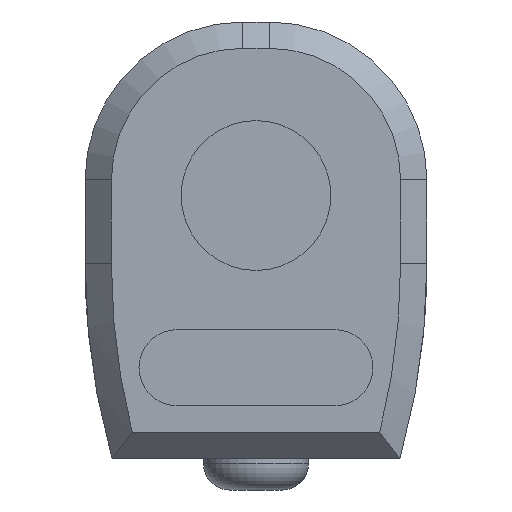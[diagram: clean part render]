
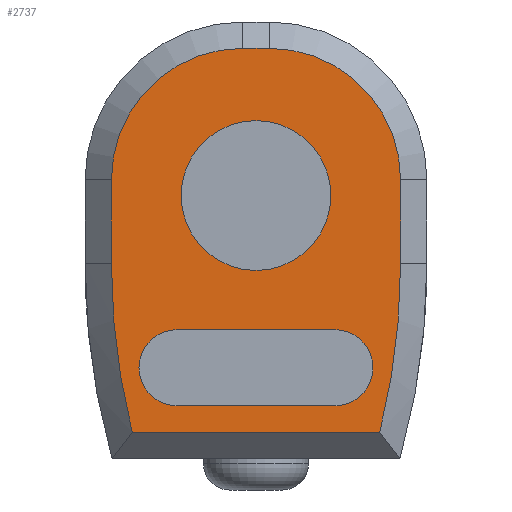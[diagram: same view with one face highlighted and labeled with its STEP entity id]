
A CAD part, front view. The second image highlights one B-rep face of the part: STEP entity #2737.
In plain terms, the highlighted planar face has unit normal (0, -1, 0).
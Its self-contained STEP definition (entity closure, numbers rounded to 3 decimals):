
#350 = VERTEX_POINT ( 'NONE', #5247 ) ;
#420 = VECTOR ( 'NONE', #2404, 1000. ) ;
#510 = EDGE_CURVE ( 'NONE', #7413, #4151, #5746, .T. ) ;
#515 = CARTESIAN_POINT ( 'NONE',  ( 5.5, 0., 0.6 ) ) ;
#585 = CARTESIAN_POINT ( 'NONE',  ( -3., 0., -6.55 ) ) ;
#646 = CIRCLE ( 'NONE', #2226, 2.85 ) ;
#696 = EDGE_CURVE ( 'NONE', #6286, #7467, #2907, .T. ) ;
#743 = DIRECTION ( 'NONE',  ( 0., -1., 0. ) ) ;
#809 = AXIS2_PLACEMENT_3D ( 'NONE', #6883, #6443, #1893 ) ;
#891 = VERTEX_POINT ( 'NONE', #2764 ) ;
#910 = VERTEX_POINT ( 'NONE', #911 ) ;
#911 = CARTESIAN_POINT ( 'NONE',  ( 5.5, 0., -2.576 ) ) ;
#991 = CARTESIAN_POINT ( 'NONE',  ( 0., 0., 2.85 ) ) ;
#1061 = LINE ( 'NONE', #4421, #4039 ) ;
#1090 = VECTOR ( 'NONE', #3288, 1000. ) ;
#1224 = CARTESIAN_POINT ( 'NONE',  ( -4.708, 0., -9. ) ) ;
#1249 = CIRCLE ( 'NONE', #3793, 5. ) ;
#1270 = CARTESIAN_POINT ( 'NONE',  ( 0.5, 0., 0.6 ) ) ;
#1279 = CIRCLE ( 'NONE', #4703, 26.44 ) ;
#1372 = DIRECTION ( 'NONE',  ( 0., -1., 0. ) ) ;
#1396 = AXIS2_PLACEMENT_3D ( 'NONE', #7676, #5895, #4142 ) ;
#1419 = CARTESIAN_POINT ( 'NONE',  ( 0.5, 0., 5.6 ) ) ;
#1460 = AXIS2_PLACEMENT_3D ( 'NONE', #1936, #6095, #2560 ) ;
#1470 = DIRECTION ( 'NONE',  ( -1., 0., 0. ) ) ;
#1486 = DIRECTION ( 'NONE',  ( 0., -1., 0. ) ) ;
#1551 = CIRCLE ( 'NONE', #1460, 1.45 ) ;
#1751 = DIRECTION ( 'NONE',  ( 0., 0., -1. ) ) ;
#1893 = DIRECTION ( 'NONE',  ( 0., 0., -1. ) ) ;
#1900 = EDGE_CURVE ( 'NONE', #6276, #2925, #2189, .T. ) ;
#1936 = CARTESIAN_POINT ( 'NONE',  ( 3., 0., -6.55 ) ) ;
#1945 = FACE_BOUND ( 'NONE', #3785, .T. ) ;
#2039 = DIRECTION ( 'NONE',  ( 0., 0., 1. ) ) ;
#2097 = CARTESIAN_POINT ( 'NONE',  ( -5.5, 0., 0.6 ) ) ;
#2189 = LINE ( 'NONE', #5949, #420 ) ;
#2226 = AXIS2_PLACEMENT_3D ( 'NONE', #2424, #6580, #5970 ) ;
#2252 = DIRECTION ( 'NONE',  ( 1., 0., 0. ) ) ;
#2287 = ORIENTED_EDGE ( 'NONE', *, *, #5864, .F. ) ;
#2359 = ORIENTED_EDGE ( 'NONE', *, *, #2976, .T. ) ;
#2404 = DIRECTION ( 'NONE',  ( 1., 0., 0. ) ) ;
#2424 = CARTESIAN_POINT ( 'NONE',  ( 0., 0., 0. ) ) ;
#2560 = DIRECTION ( 'NONE',  ( 0., 0., -1. ) ) ;
#2581 = PLANE ( 'NONE',  #7255 ) ;
#2588 = VERTEX_POINT ( 'NONE', #2994 ) ;
#2662 = DIRECTION ( 'NONE',  ( 0., 0., -1. ) ) ;
#2704 = VECTOR ( 'NONE', #2252, 1000. ) ;
#2712 = CARTESIAN_POINT ( 'NONE',  ( -3., 0., -8. ) ) ;
#2737 = ADVANCED_FACE ( 'NONE', ( #7705, #2988, #1945 ), #2581, .T. ) ;
#2764 = CARTESIAN_POINT ( 'NONE',  ( 0., 0., -2.85 ) ) ;
#2869 = ORIENTED_EDGE ( 'NONE', *, *, #1900, .T. ) ;
#2907 = CIRCLE ( 'NONE', #6996, 1.45 ) ;
#2925 = VERTEX_POINT ( 'NONE', #4240 ) ;
#2976 = EDGE_CURVE ( 'NONE', #2925, #910, #1279, .T. ) ;
#2988 = FACE_BOUND ( 'NONE', #7431, .T. ) ;
#2994 = CARTESIAN_POINT ( 'NONE',  ( 3., 0., -8. ) ) ;
#3059 = ORIENTED_EDGE ( 'NONE', *, *, #7165, .T. ) ;
#3142 = ORIENTED_EDGE ( 'NONE', *, *, #7647, .F. ) ;
#3272 = VECTOR ( 'NONE', #2039, 1000. ) ;
#3288 = DIRECTION ( 'NONE',  ( -1., 0., 0. ) ) ;
#3449 = LINE ( 'NONE', #7367, #3272 ) ;
#3475 = CIRCLE ( 'NONE', #1396, 2.85 ) ;
#3497 = CARTESIAN_POINT ( 'NONE',  ( -3., 0., -5.1 ) ) ;
#3530 = VERTEX_POINT ( 'NONE', #6479 ) ;
#3612 = EDGE_CURVE ( 'NONE', #2588, #350, #1551, .T. ) ;
#3620 = ORIENTED_EDGE ( 'NONE', *, *, #510, .T. ) ;
#3713 = DIRECTION ( 'NONE',  ( 0., 0., -1. ) ) ;
#3719 = LINE ( 'NONE', #5004, #1090 ) ;
#3785 = EDGE_LOOP ( 'NONE', ( #2287, #7284 ) ) ;
#3793 = AXIS2_PLACEMENT_3D ( 'NONE', #6143, #6886, #3713 ) ;
#3995 = CARTESIAN_POINT ( 'NONE',  ( -0.5, 0., 5.6 ) ) ;
#4039 = VECTOR ( 'NONE', #2662, 1000. ) ;
#4139 = EDGE_CURVE ( 'NONE', #7221, #3530, #1061, .T. ) ;
#4142 = DIRECTION ( 'NONE',  ( 0., 0., -1. ) ) ;
#4151 = VERTEX_POINT ( 'NONE', #6796 ) ;
#4159 = DIRECTION ( 'NONE',  ( 0., -1., 0. ) ) ;
#4205 = CIRCLE ( 'NONE', #809, 26.44 ) ;
#4240 = CARTESIAN_POINT ( 'NONE',  ( 4.708, 0., -9. ) ) ;
#4298 = ORIENTED_EDGE ( 'NONE', *, *, #3612, .F. ) ;
#4311 = CARTESIAN_POINT ( 'NONE',  ( -20.94, 0., -2.576 ) ) ;
#4346 = CARTESIAN_POINT ( 'NONE',  ( 20.94, 0., -2.576 ) ) ;
#4421 = CARTESIAN_POINT ( 'NONE',  ( -5.5, 0., -2.576 ) ) ;
#4703 = AXIS2_PLACEMENT_3D ( 'NONE', #4311, #743, #4896 ) ;
#4896 = DIRECTION ( 'NONE',  ( 0., 0., -1. ) ) ;
#5004 = CARTESIAN_POINT ( 'NONE',  ( -3., 0., -5.1 ) ) ;
#5171 = ORIENTED_EDGE ( 'NONE', *, *, #6197, .F. ) ;
#5247 = CARTESIAN_POINT ( 'NONE',  ( 3., 0., -5.1 ) ) ;
#5250 = EDGE_CURVE ( 'NONE', #4151, #7221, #1249, .T. ) ;
#5365 = ORIENTED_EDGE ( 'NONE', *, *, #6766, .T. ) ;
#5490 = AXIS2_PLACEMENT_3D ( 'NONE', #1270, #1486, #1751 ) ;
#5510 = ORIENTED_EDGE ( 'NONE', *, *, #4139, .T. ) ;
#5535 = DIRECTION ( 'NONE',  ( 0., 0., -1. ) ) ;
#5746 = LINE ( 'NONE', #3995, #6329 ) ;
#5764 = CARTESIAN_POINT ( 'NONE',  ( -3., 0., -8. ) ) ;
#5785 = ORIENTED_EDGE ( 'NONE', *, *, #6397, .T. ) ;
#5841 = EDGE_CURVE ( 'NONE', #6649, #891, #3475, .T. ) ;
#5864 = EDGE_CURVE ( 'NONE', #891, #6649, #646, .T. ) ;
#5895 = DIRECTION ( 'NONE',  ( 0., -1., 0. ) ) ;
#5949 = CARTESIAN_POINT ( 'NONE',  ( 5.477, 0., -9. ) ) ;
#5970 = DIRECTION ( 'NONE',  ( 0., 0., -1. ) ) ;
#6095 = DIRECTION ( 'NONE',  ( 0., -1., 0. ) ) ;
#6143 = CARTESIAN_POINT ( 'NONE',  ( -0.5, 0., 0.6 ) ) ;
#6171 = VERTEX_POINT ( 'NONE', #515 ) ;
#6197 = EDGE_CURVE ( 'NONE', #350, #6286, #3719, .T. ) ;
#6276 = VERTEX_POINT ( 'NONE', #1224 ) ;
#6286 = VERTEX_POINT ( 'NONE', #3497 ) ;
#6329 = VECTOR ( 'NONE', #1470, 1000. ) ;
#6397 = EDGE_CURVE ( 'NONE', #6171, #7413, #6880, .T. ) ;
#6443 = DIRECTION ( 'NONE',  ( 0., -1., 0. ) ) ;
#6479 = CARTESIAN_POINT ( 'NONE',  ( -5.5, 0., -2.576 ) ) ;
#6580 = DIRECTION ( 'NONE',  ( 0., -1., 0. ) ) ;
#6649 = VERTEX_POINT ( 'NONE', #991 ) ;
#6719 = ORIENTED_EDGE ( 'NONE', *, *, #696, .F. ) ;
#6766 = EDGE_CURVE ( 'NONE', #3530, #6276, #4205, .T. ) ;
#6796 = CARTESIAN_POINT ( 'NONE',  ( -0.5, 0., 5.6 ) ) ;
#6880 = CIRCLE ( 'NONE', #5490, 5. ) ;
#6883 = CARTESIAN_POINT ( 'NONE',  ( 20.94, 0., -2.576 ) ) ;
#6886 = DIRECTION ( 'NONE',  ( 0., -1., 0. ) ) ;
#6996 = AXIS2_PLACEMENT_3D ( 'NONE', #585, #4159, #7706 ) ;
#7049 = LINE ( 'NONE', #5764, #2704 ) ;
#7165 = EDGE_CURVE ( 'NONE', #910, #6171, #3449, .T. ) ;
#7221 = VERTEX_POINT ( 'NONE', #2097 ) ;
#7255 = AXIS2_PLACEMENT_3D ( 'NONE', #4346, #1372, #5535 ) ;
#7284 = ORIENTED_EDGE ( 'NONE', *, *, #5841, .F. ) ;
#7367 = CARTESIAN_POINT ( 'NONE',  ( 5.5, 0., 0.6 ) ) ;
#7413 = VERTEX_POINT ( 'NONE', #1419 ) ;
#7431 = EDGE_LOOP ( 'NONE', ( #6719, #5171, #4298, #3142 ) ) ;
#7467 = VERTEX_POINT ( 'NONE', #2712 ) ;
#7647 = EDGE_CURVE ( 'NONE', #7467, #2588, #7049, .T. ) ;
#7664 = EDGE_LOOP ( 'NONE', ( #5510, #5365, #2869, #2359, #3059, #5785, #3620, #7695 ) ) ;
#7676 = CARTESIAN_POINT ( 'NONE',  ( 0., 0., 0. ) ) ;
#7695 = ORIENTED_EDGE ( 'NONE', *, *, #5250, .T. ) ;
#7705 = FACE_OUTER_BOUND ( 'NONE', #7664, .T. ) ;
#7706 = DIRECTION ( 'NONE',  ( 0., 0., -1. ) ) ;
